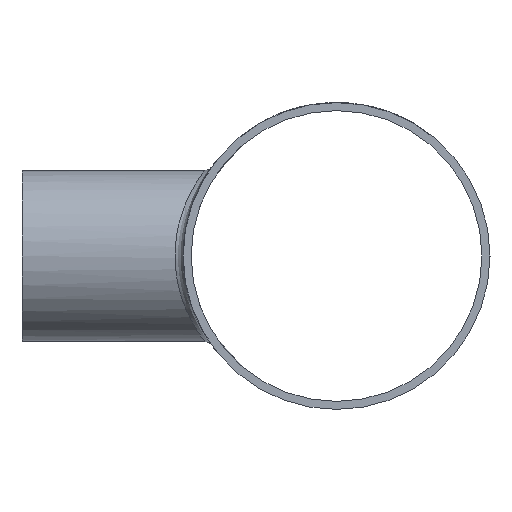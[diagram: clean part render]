
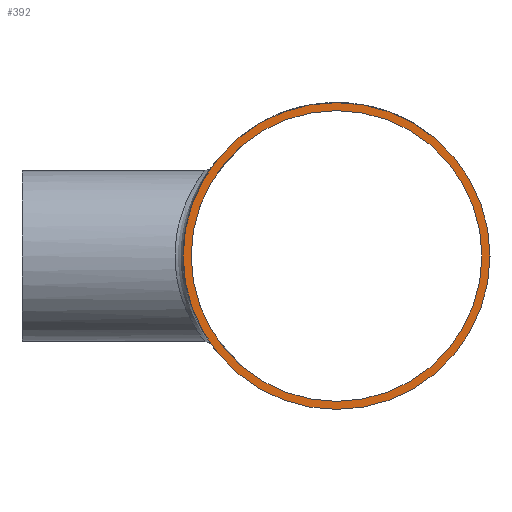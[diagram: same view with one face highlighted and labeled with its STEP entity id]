
A CAD part, left-side view. The second image highlights one B-rep face of the part: STEP entity #392.
In plain terms, the highlighted planar face has unit normal (-1, 0, 0).
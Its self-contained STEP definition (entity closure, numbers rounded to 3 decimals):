
#392 = ADVANCED_FACE ( 'NONE', ( #8083, #13123 ), #1051, .T. ) ;
#1051 = PLANE ( 'NONE',  #9696 ) ;
#2730 = VERTEX_POINT ( 'NONE', #20144 ) ;
#2746 = DIRECTION ( 'NONE',  ( 0., 0., 1. ) ) ;
#3422 = EDGE_CURVE ( 'NONE', #2730, #2730, #16549, .T. ) ;
#3707 = AXIS2_PLACEMENT_3D ( 'NONE', #22514, #14308, #7357 ) ;
#4449 = DIRECTION ( 'NONE',  ( -1., 0., 0. ) ) ;
#4542 = VERTEX_POINT ( 'NONE', #7633 ) ;
#5886 = CIRCLE ( 'NONE', #3707, 38.05 ) ;
#7343 = EDGE_LOOP ( 'NONE', ( #11118 ) ) ;
#7357 = DIRECTION ( 'NONE',  ( 0., 0., 1. ) ) ;
#7633 = CARTESIAN_POINT ( 'NONE',  ( -90., 0., 38.05 ) ) ;
#7973 = CARTESIAN_POINT ( 'NONE',  ( -90., 0., 0. ) ) ;
#8083 = FACE_BOUND ( 'NONE', #16174, .T. ) ;
#9416 = EDGE_CURVE ( 'NONE', #4542, #4542, #5886, .T. ) ;
#9696 = AXIS2_PLACEMENT_3D ( 'NONE', #15046, #4449, #2746 ) ;
#10368 = AXIS2_PLACEMENT_3D ( 'NONE', #7973, #14928, #16612 ) ;
#11118 = ORIENTED_EDGE ( 'NONE', *, *, #9416, .T. ) ;
#13123 = FACE_OUTER_BOUND ( 'NONE', #7343, .T. ) ;
#14293 = ORIENTED_EDGE ( 'NONE', *, *, #3422, .F. ) ;
#14308 = DIRECTION ( 'NONE',  ( -1., 0., 0. ) ) ;
#14928 = DIRECTION ( 'NONE',  ( -1., 0., 0. ) ) ;
#15046 = CARTESIAN_POINT ( 'NONE',  ( -90., 0., 0. ) ) ;
#16174 = EDGE_LOOP ( 'NONE', ( #14293 ) ) ;
#16549 = CIRCLE ( 'NONE', #10368, 36.05 ) ;
#16612 = DIRECTION ( 'NONE',  ( 0., 0., 1. ) ) ;
#20144 = CARTESIAN_POINT ( 'NONE',  ( -90., 0., 36.05 ) ) ;
#22514 = CARTESIAN_POINT ( 'NONE',  ( -90., 0., 0. ) ) ;
